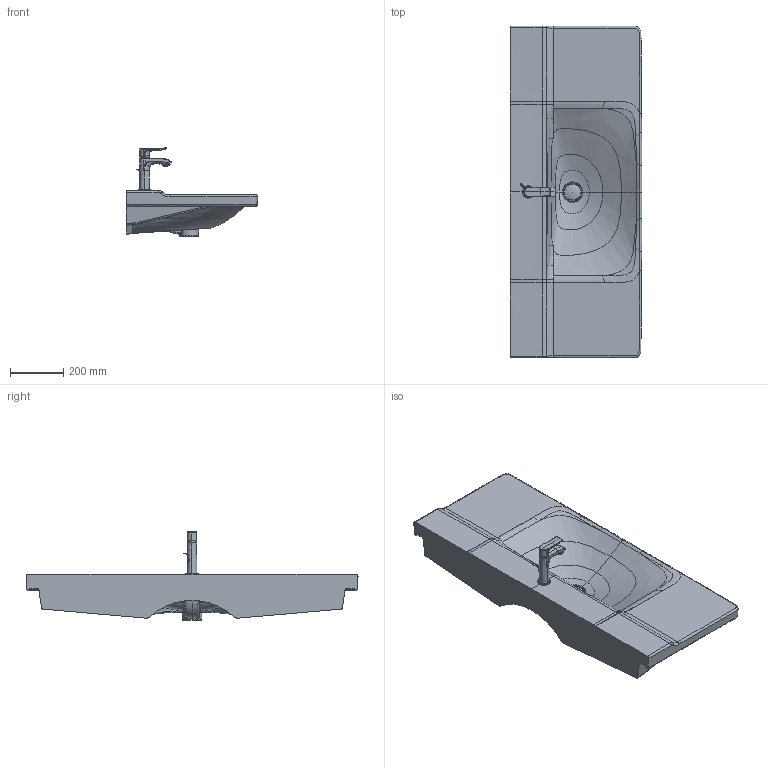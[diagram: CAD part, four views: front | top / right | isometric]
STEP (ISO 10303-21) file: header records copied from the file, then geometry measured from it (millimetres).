
FILE_DESCRIPTION((''),'2;1');
FILE_NAME('233212.stp','2015-11-10T15:50:41',('Administrator'),(''),'Autodesk Inventor 2011','Autodesk Inventor 2011','');
FILE_SCHEMA(('CONFIG_CONTROL_DESIGN'));
Length unit declared in the file: millimetre
Products named in the file (14): 233212; Kelch; Stopfen; WT-Armatur HANSGROHE METRIS; Gehäuse; Rosette Citerio; Griff_HWB_Metris; Griffstopfen; Zugstange Griff; Rosette Talis; Neoperl Strahler; Strahlreglerhuelse; Strahler
Assembly tree (13 placements, depth 4):
  233212
    233212
    Kelch
    Stopfen
    WT-Armatur HANSGROHE METRIS
      Gehäuse
      Rosette Citerio
      Griff_HWB_Metris
      Griffstopfen
      Zugstange Griff
      Rosette Talis
      Neoperl Strahler
        Strahlreglerhuelse
        Strahler
Bounding box: 494.74 x 1249.83 x 334.35 mm (x, y, z)
Volume: 24001706.3 mm3; surface area: 1901026.8 mm2
Topology: 11 solids, 11 shells, 1513 faces, 4215 edges, 2712 vertices
Faces by surface type: bspline 547, plane 510, cylinder 349, torus 48, cone 47, sphere 12
Full cylindrical faces by diameter (mm): 4 x1, 5 x1, 5.2 x1, 5.325 x1, 5.4 x1, 8.875 x1, 12.35 x1, 15.75 x1, 16 x1, 17.5 x1, 17.7 x1, 19.97 x1, 20.1 x1, 20.88 x1, 21 x1, 22.5 x2, 24 x2, 25 x1, 31.3 x1, 42 x1, 44 x1, 46 x2, 60 x1
Entity records: 180159 total; most frequent: CARTESIAN_POINT 143648, ORIENTED_EDGE 8252, DIRECTION 5779, EDGE_CURVE 4126, VERTEX_POINT 2692, AXIS2_PLACEMENT_3D 2282, EDGE_LOOP 1593, B_SPLINE_CURVE_WITH_KNOTS 1564
